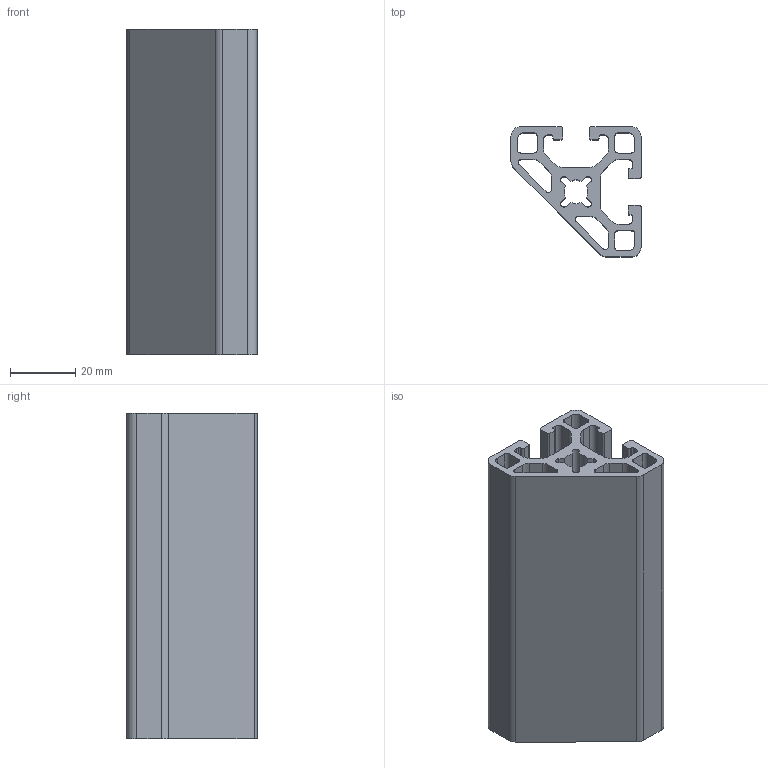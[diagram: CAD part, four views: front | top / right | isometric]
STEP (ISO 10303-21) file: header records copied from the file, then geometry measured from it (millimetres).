
FILE_DESCRIPTION(/* description */ ('Profil 40x40 úhlový lehký'),/* implementation_level */ '2;1');
FILE_NAME(/* name */ '104003L.stp',/* time_stamp */ '2018-04-29T16:44:25+02:00',/* author */ ('Roudná'),/* organization */ ('Alutec K&K'),/* preprocessor_version */ 'ST-DEVELOPER v16.1',/* originating_system */ 'Autodesk Inventor 2016',/* authorisation */ '');
FILE_SCHEMA (('AUTOMOTIVE_DESIGN { 1 0 10303 214 3 1 1 }'));
Length unit declared in the file: millimetre
Products named in the file (1): 104003L
Bounding box: 40 x 40 x 100 mm (x, y, z)
Volume: 53557.4 mm3; surface area: 41450.1 mm2
Topology: 1 solids, 1 shells, 124 faces, 366 edges, 244 vertices
Faces by surface type: plane 63, cylinder 61
Entity records: 4220 total; most frequent: DIRECTION 738, CARTESIAN_POINT 735, ORIENTED_EDGE 732, EDGE_CURVE 366, AXIS2_PLACEMENT_3D 247, LINE 244, VECTOR 244, VERTEX_POINT 244
